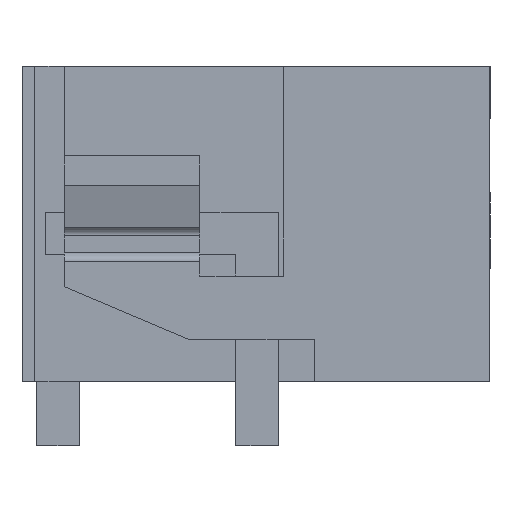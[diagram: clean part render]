
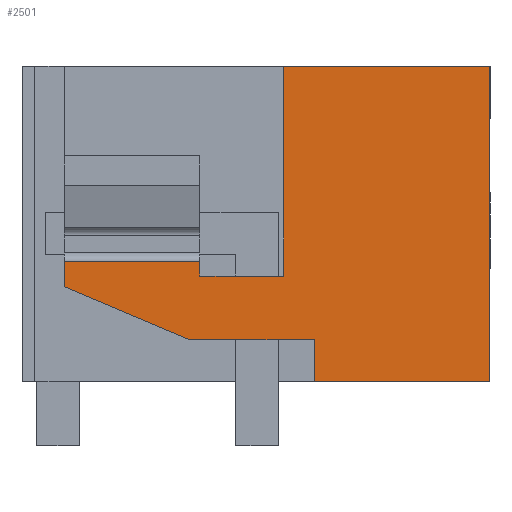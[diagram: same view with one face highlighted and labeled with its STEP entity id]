
A CAD part, left-side view. The second image highlights one B-rep face of the part: STEP entity #2501.
In plain terms, the highlighted planar face has unit normal (-1, 0, 0).
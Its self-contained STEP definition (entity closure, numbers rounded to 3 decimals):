
#2443=AXIS2_PLACEMENT_3D('Plane Axis2P3D',#2440,#2441,#2442) ;
#827=CARTESIAN_POINT('Vertex',(0.,4.875,8.95)) ;
#830=CARTESIAN_POINT('Line Origine',(0.,2.438,8.95)) ;
#834=CARTESIAN_POINT('Vertex',(0.,0.,8.95)) ;
#1361=CARTESIAN_POINT('Vertex',(0.,0.,1.5)) ;
#1364=CARTESIAN_POINT('Line Origine',(0.,2.075,1.5)) ;
#1368=CARTESIAN_POINT('Vertex',(0.,4.15,1.5)) ;
#2231=CARTESIAN_POINT('Vertex',(0.,10.05,3.75)) ;
#2234=CARTESIAN_POINT('Line Origine',(0.,10.05,4.05)) ;
#2238=CARTESIAN_POINT('Vertex',(0.,10.05,4.35)) ;
#2425=CARTESIAN_POINT('Vertex',(0.,4.875,4.)) ;
#2428=CARTESIAN_POINT('Line Origine',(0.,4.875,6.475)) ;
#2440=CARTESIAN_POINT('Axis2P3D Location',(0.,11.05,-1.7)) ;
#2445=CARTESIAN_POINT('Line Origine',(0.,0.,5.225)) ;
#2450=CARTESIAN_POINT('Line Origine',(0.,5.863,4.)) ;
#2454=CARTESIAN_POINT('Vertex',(0.,6.85,4.)) ;
#2457=CARTESIAN_POINT('Line Origine',(0.,6.85,4.175)) ;
#2461=CARTESIAN_POINT('Vertex',(0.,6.85,4.35)) ;
#2464=CARTESIAN_POINT('Line Origine',(0.,8.45,4.35)) ;
#2469=CARTESIAN_POINT('Line Origine',(0.,8.571,3.123)) ;
#2473=CARTESIAN_POINT('Vertex',(0.,7.092,2.497)) ;
#2476=CARTESIAN_POINT('Line Origine',(0.,5.621,2.497)) ;
#2480=CARTESIAN_POINT('Vertex',(0.,4.15,2.497)) ;
#2483=CARTESIAN_POINT('Line Origine',(0.,4.15,1.998)) ;
#831=DIRECTION('Vector Direction',(0.,-1.,0.)) ;
#1365=DIRECTION('Vector Direction',(0.,1.,0.)) ;
#2235=DIRECTION('Vector Direction',(0.,0.,-1.)) ;
#2429=DIRECTION('Vector Direction',(0.,0.,1.)) ;
#2441=DIRECTION('Axis2P3D Direction',(-1.,0.,0.)) ;
#2442=DIRECTION('Axis2P3D XDirection',(0.,-1.,0.)) ;
#2446=DIRECTION('Vector Direction',(0.,0.,-1.)) ;
#2451=DIRECTION('Vector Direction',(0.,1.,0.)) ;
#2458=DIRECTION('Vector Direction',(0.,0.,1.)) ;
#2465=DIRECTION('Vector Direction',(0.,-1.,0.)) ;
#2470=DIRECTION('Vector Direction',(0.,0.921,0.39)) ;
#2477=DIRECTION('Vector Direction',(0.,-1.,0.)) ;
#2484=DIRECTION('Vector Direction',(0.,0.,-1.)) ;
#832=VECTOR('Line Direction',#831,1.) ;
#1366=VECTOR('Line Direction',#1365,1.) ;
#2236=VECTOR('Line Direction',#2235,1.) ;
#2430=VECTOR('Line Direction',#2429,1.) ;
#2447=VECTOR('Line Direction',#2446,1.) ;
#2452=VECTOR('Line Direction',#2451,1.) ;
#2459=VECTOR('Line Direction',#2458,1.) ;
#2466=VECTOR('Line Direction',#2465,1.) ;
#2471=VECTOR('Line Direction',#2470,1.) ;
#2478=VECTOR('Line Direction',#2477,1.) ;
#2485=VECTOR('Line Direction',#2484,1.) ;
#2489=ORIENTED_EDGE('',*,*,#1370,.T.) ;
#2490=ORIENTED_EDGE('',*,*,#2449,.T.) ;
#2491=ORIENTED_EDGE('',*,*,#836,.T.) ;
#2492=ORIENTED_EDGE('',*,*,#2432,.T.) ;
#2493=ORIENTED_EDGE('',*,*,#2456,.T.) ;
#2494=ORIENTED_EDGE('',*,*,#2463,.T.) ;
#2495=ORIENTED_EDGE('',*,*,#2468,.F.) ;
#2496=ORIENTED_EDGE('',*,*,#2240,.T.) ;
#2497=ORIENTED_EDGE('',*,*,#2475,.T.) ;
#2498=ORIENTED_EDGE('',*,*,#2482,.T.) ;
#2499=ORIENTED_EDGE('',*,*,#2487,.T.) ;
#2501=ADVANCED_FACE('HOUSING',(#2500),#2444,.T.) ;
#836=EDGE_CURVE('',#835,#828,#833,.F.) ;
#1370=EDGE_CURVE('',#1369,#1362,#1367,.F.) ;
#2240=EDGE_CURVE('',#2239,#2232,#2237,.T.) ;
#2432=EDGE_CURVE('',#828,#2426,#2431,.F.) ;
#2449=EDGE_CURVE('',#1362,#835,#2448,.F.) ;
#2456=EDGE_CURVE('',#2426,#2455,#2453,.T.) ;
#2463=EDGE_CURVE('',#2455,#2462,#2460,.T.) ;
#2468=EDGE_CURVE('',#2239,#2462,#2467,.T.) ;
#2475=EDGE_CURVE('',#2232,#2474,#2472,.F.) ;
#2482=EDGE_CURVE('',#2474,#2481,#2479,.T.) ;
#2487=EDGE_CURVE('',#2481,#1369,#2486,.T.) ;
#2488=EDGE_LOOP('',(#2489,#2490,#2491,#2492,#2493,#2494,#2495,#2496,#2497,#2498,#2499)) ;
#2500=FACE_OUTER_BOUND('',#2488,.T.) ;
#833=LINE('Line',#830,#832) ;
#1367=LINE('Line',#1364,#1366) ;
#2237=LINE('Line',#2234,#2236) ;
#2431=LINE('Line',#2428,#2430) ;
#2448=LINE('Line',#2445,#2447) ;
#2453=LINE('Line',#2450,#2452) ;
#2460=LINE('Line',#2457,#2459) ;
#2467=LINE('Line',#2464,#2466) ;
#2472=LINE('Line',#2469,#2471) ;
#2479=LINE('Line',#2476,#2478) ;
#2486=LINE('Line',#2483,#2485) ;
#2444=PLANE('',#2443) ;
#828=VERTEX_POINT('',#827) ;
#835=VERTEX_POINT('',#834) ;
#1362=VERTEX_POINT('',#1361) ;
#1369=VERTEX_POINT('',#1368) ;
#2232=VERTEX_POINT('',#2231) ;
#2239=VERTEX_POINT('',#2238) ;
#2426=VERTEX_POINT('',#2425) ;
#2455=VERTEX_POINT('',#2454) ;
#2462=VERTEX_POINT('',#2461) ;
#2474=VERTEX_POINT('',#2473) ;
#2481=VERTEX_POINT('',#2480) ;
